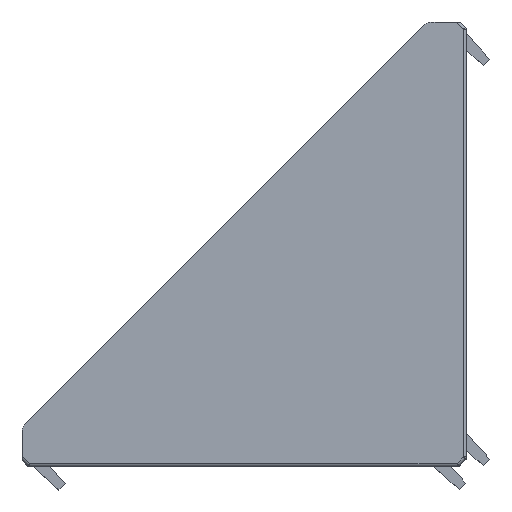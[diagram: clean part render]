
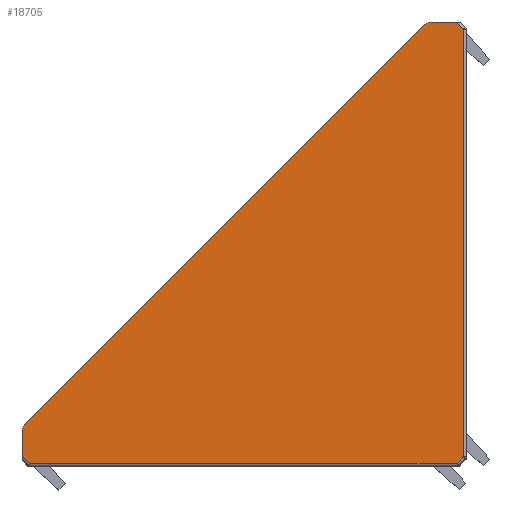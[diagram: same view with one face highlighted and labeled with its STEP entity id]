
A CAD part, top view. The second image highlights one B-rep face of the part: STEP entity #18705.
In plain terms, the highlighted planar face has unit normal (0.012, -0.012, 1).
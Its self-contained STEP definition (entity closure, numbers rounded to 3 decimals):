
#175 = DIRECTION ( 'NONE',  ( 0.707, -0.707, -0.017 ) ) ;
#420 = DIRECTION ( 'NONE',  ( 1., 0., -0.012 ) ) ;
#666 = CARTESIAN_POINT ( 'NONE',  ( -76., 5.903, 36.99 ) ) ;
#1175 = LINE ( 'NONE', #666, #14543 ) ;
#1784 = ORIENTED_EDGE ( 'NONE', *, *, #14081, .T. ) ;
#1788 = CARTESIAN_POINT ( 'NONE',  ( -76., 1.754, 36.939 ) ) ;
#2145 = CARTESIAN_POINT ( 'NONE',  ( -1.4, 75.646, 36.93 ) ) ;
#2148 = EDGE_CURVE ( 'NONE', #14795, #12486, #14424, .T. ) ;
#2443 = DIRECTION ( 'NONE',  ( 0., -1., -0.012 ) ) ;
#2755 = CARTESIAN_POINT ( 'NONE',  ( -1.414, 0.494, 36.002 ) ) ;
#2777 = CARTESIAN_POINT ( 'NONE',  ( -75.414, 7.317, 37. ) ) ;
#3664 = EDGE_CURVE ( 'NONE', #20885, #21950, #4934, .T. ) ;
#3795 = VECTOR ( 'NONE', #5792, 1000. ) ;
#4187 = CARTESIAN_POINT ( 'NONE',  ( -7.317, 75.414, 37. ) ) ;
#4275 = LINE ( 'NONE', #2145, #19600 ) ;
#4348 = VERTEX_POINT ( 'NONE', #15684 ) ;
#4697 = VECTOR ( 'NONE', #175, 1000. ) ;
#4934 = LINE ( 'NONE', #6972, #6072 ) ;
#5121 = ORIENTED_EDGE ( 'NONE', *, *, #19583, .T. ) ;
#5483 = CARTESIAN_POINT ( 'NONE',  ( -7.317, 75.414, 37. ) ) ;
#5638 = CARTESIAN_POINT ( 'NONE',  ( -1.615, 0.494, 36.005 ) ) ;
#5674 = CARTESIAN_POINT ( 'NONE',  ( -0.494, 1.615, 36.005 ) ) ;
#5760 = CARTESIAN_POINT ( 'NONE',  ( -7.317, 75.414, 37. ) ) ;
#5792 = DIRECTION ( 'NONE',  ( -0.707, -0.707, 0. ) ) ;
#5985 = VERTEX_POINT ( 'NONE', #5483 ) ;
#6016 = CARTESIAN_POINT ( 'NONE',  ( -75.414, 7.317, 37. ) ) ;
#6072 = VECTOR ( 'NONE', #23080, 1000. ) ;
#6159 = VERTEX_POINT ( 'NONE', #20635 ) ;
#6184 = CARTESIAN_POINT ( 'NONE',  ( -0.347, 1.762, 36.005 ) ) ;
#6434 = CARTESIAN_POINT ( 'NONE',  ( -76., 6.441, 36.996 ) ) ;
#6951 = LINE ( 'NONE', #10208, #11272 ) ;
#6972 = CARTESIAN_POINT ( 'NONE',  ( -0.494, 74.246, 36.901 ) ) ;
#7695 = CARTESIAN_POINT ( 'NONE',  ( -7.317, 75.414, 37. ) ) ;
#7851 = ORIENTED_EDGE ( 'NONE', *, *, #15001, .T. ) ;
#8009 = DIRECTION ( 'NONE',  ( 0.707, 0.707, 0. ) ) ;
#8268 = CARTESIAN_POINT ( 'NONE',  ( -76., 5.903, 36.99 ) ) ;
#9004 = CARTESIAN_POINT ( 'NONE',  ( -0.494, 74.74, 36.907 ) ) ;
#9197 = CARTESIAN_POINT ( 'NONE',  ( -74.6, 0.354, 36.904 ) ) ;
#9807 = LINE ( 'NONE', #2755, #19426 ) ;
#10099 = DIRECTION ( 'NONE',  ( 1., 0., -0.012 ) ) ;
#10188 = LINE ( 'NONE', #6184, #19224 ) ;
#10208 = CARTESIAN_POINT ( 'NONE',  ( -1.048, 76., 36.93 ) ) ;
#11176 = EDGE_CURVE ( 'NONE', #22045, #15587, #22268, .T. ) ;
#11272 = VECTOR ( 'NONE', #19359, 1000. ) ;
#11297 = DIRECTION ( 'NONE',  ( 0.012, -0.012, 1. ) ) ;
#11474 = CARTESIAN_POINT ( 'NONE',  ( -6.441, 76., 36.996 ) ) ;
#11509 = ORIENTED_EDGE ( 'NONE', *, *, #3664, .T. ) ;
#11972 = AXIS2_PLACEMENT_3D ( 'NONE', #5760, #11297, #420 ) ;
#12120 = FACE_OUTER_BOUND ( 'NONE', #13740, .T. ) ;
#12196 = EDGE_CURVE ( 'NONE', #4348, #6159, #6951, .T. ) ;
#12486 = VERTEX_POINT ( 'NONE', #20787 ) ;
#12549 = EDGE_CURVE ( 'NONE', #12486, #21445, #9807, .T. ) ;
#12979 = PLANE ( 'NONE',  #11972 ) ;
#13131 = DIRECTION ( 'NONE',  ( -0.707, 0.707, 0.017 ) ) ;
#13300 = CARTESIAN_POINT ( 'NONE',  ( -5.903, 76., 36.99 ) ) ;
#13740 = EDGE_LOOP ( 'NONE', ( #23256, #20529, #21973, #11509, #1784, #19023, #21515, #5121, #18493, #7851 ) ) ;
#14081 = EDGE_CURVE ( 'NONE', #21950, #4348, #4275, .T. ) ;
#14424 = LINE ( 'NONE', #9197, #4697 ) ;
#14543 = VECTOR ( 'NONE', #2443, 1000. ) ;
#14795 = VERTEX_POINT ( 'NONE', #1788 ) ;
#15001 = EDGE_CURVE ( 'NONE', #15587, #14795, #1175, .T. ) ;
#15103 = CARTESIAN_POINT ( 'NONE',  ( -6.937, 75.794, 37. ) ) ;
#15587 = VERTEX_POINT ( 'NONE', #22879 ) ;
#15684 = CARTESIAN_POINT ( 'NONE',  ( -1.754, 76., 36.939 ) ) ;
#18493 = ORIENTED_EDGE ( 'NONE', *, *, #11176, .T. ) ;
#18705 = ADVANCED_FACE ( 'Fl�che2', ( #12120 ), #12979, .T. ) ;
#19023 = ORIENTED_EDGE ( 'NONE', *, *, #12196, .T. ) ;
#19125 = CARTESIAN_POINT ( 'NONE',  ( -75.794, 6.937, 37. ) ) ;
#19224 = VECTOR ( 'NONE', #8009, 1000. ) ;
#19359 = DIRECTION ( 'NONE',  ( -1., 0., 0.012 ) ) ;
#19408 =( BOUNDED_CURVE ( )  B_SPLINE_CURVE ( 3, ( #13300, #11474, #15103, #4187 ),
 .UNSPECIFIED., .F., .F. ) 
 B_SPLINE_CURVE_WITH_KNOTS ( ( 4, 4 ),
 ( 2.356, 3.142 ),
 .UNSPECIFIED. ) 
 CURVE ( )  GEOMETRIC_REPRESENTATION_ITEM ( )  RATIONAL_B_SPLINE_CURVE ( ( 1., 0.949, 0.949, 1. ) ) 
 REPRESENTATION_ITEM ( '' )  );
#19426 = VECTOR ( 'NONE', #10099, 1000. ) ;
#19583 = EDGE_CURVE ( 'NONE', #5985, #22045, #21975, .T. ) ;
#19600 = VECTOR ( 'NONE', #13131, 1000. ) ;
#20529 = ORIENTED_EDGE ( 'NONE', *, *, #12549, .T. ) ;
#20635 = CARTESIAN_POINT ( 'NONE',  ( -5.903, 76., 36.99 ) ) ;
#20787 = CARTESIAN_POINT ( 'NONE',  ( -74.74, 0.494, 36.907 ) ) ;
#20885 = VERTEX_POINT ( 'NONE', #5674 ) ;
#21445 = VERTEX_POINT ( 'NONE', #5638 ) ;
#21515 = ORIENTED_EDGE ( 'NONE', *, *, #21571, .T. ) ;
#21571 = EDGE_CURVE ( 'NONE', #6159, #5985, #19408, .T. ) ;
#21634 = EDGE_CURVE ( 'NONE', #21445, #20885, #10188, .T. ) ;
#21950 = VERTEX_POINT ( 'NONE', #9004 ) ;
#21973 = ORIENTED_EDGE ( 'NONE', *, *, #21634, .T. ) ;
#21975 = LINE ( 'NONE', #7695, #3795 ) ;
#22045 = VERTEX_POINT ( 'NONE', #6016 ) ;
#22268 =( BOUNDED_CURVE ( )  B_SPLINE_CURVE ( 3, ( #2777, #19125, #6434, #8268 ),
 .UNSPECIFIED., .F., .F. ) 
 B_SPLINE_CURVE_WITH_KNOTS ( ( 4, 4 ),
 ( 3.142, 3.927 ),
 .UNSPECIFIED. ) 
 CURVE ( )  GEOMETRIC_REPRESENTATION_ITEM ( )  RATIONAL_B_SPLINE_CURVE ( ( 1., 0.949, 0.949, 1. ) ) 
 REPRESENTATION_ITEM ( '' )  );
#22879 = CARTESIAN_POINT ( 'NONE',  ( -76., 5.903, 36.99 ) ) ;
#23080 = DIRECTION ( 'NONE',  ( 0., 1., 0.012 ) ) ;
#23256 = ORIENTED_EDGE ( 'NONE', *, *, #2148, .T. ) ;
